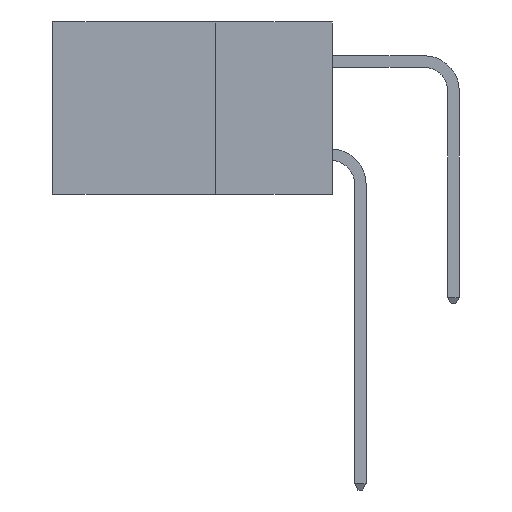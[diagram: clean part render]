
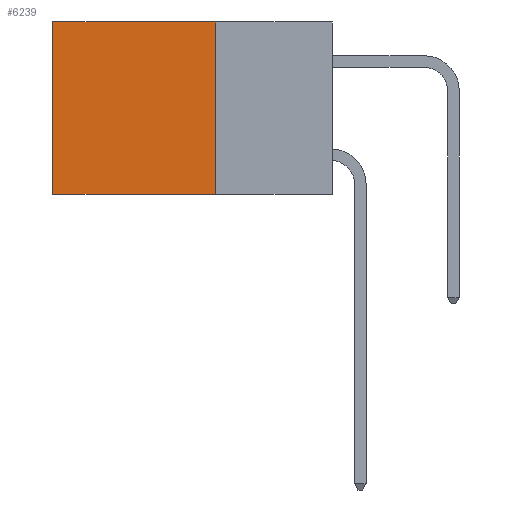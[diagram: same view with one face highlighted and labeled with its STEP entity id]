
A CAD part, left-side view. The second image highlights one B-rep face of the part: STEP entity #6239.
In plain terms, the highlighted planar face has unit normal (-1, 0, 0).
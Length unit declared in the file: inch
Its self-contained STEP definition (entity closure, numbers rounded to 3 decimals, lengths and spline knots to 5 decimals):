
#324 = AXIS2_PLACEMENT_3D ( 'NONE', #1892, #18537, #9589 ) ;
#603 = CARTESIAN_POINT ( 'NONE',  ( 0.2615, 0.25, 0. ) ) ;
#930 = CARTESIAN_POINT ( 'NONE',  ( 0.2615, 0.25, -0.37 ) ) ;
#1662 = LINE ( 'NONE', #930, #2149 ) ;
#1892 = CARTESIAN_POINT ( 'NONE',  ( 0.2615, 0.25, -0.37 ) ) ;
#2099 = CARTESIAN_POINT ( 'NONE',  ( 0.2615, 0.25, 0. ) ) ;
#2149 = VECTOR ( 'NONE', #4078, 39.37008 ) ;
#2843 = VECTOR ( 'NONE', #18073, 39.37008 ) ;
#3707 = CARTESIAN_POINT ( 'NONE',  ( 0.2615, 0.6, -0.37 ) ) ;
#4078 = DIRECTION ( 'NONE',  ( 0., 0., -1. ) ) ;
#4410 = ORIENTED_EDGE ( 'NONE', *, *, #11452, .T. ) ;
#6239 = ADVANCED_FACE ( 'NONE', ( #10029 ), #15618, .F. ) ;
#6331 = EDGE_CURVE ( 'NONE', #16756, #19480, #16170, .T. ) ;
#6406 = ORIENTED_EDGE ( 'NONE', *, *, #11702, .F. ) ;
#6629 = CARTESIAN_POINT ( 'NONE',  ( 0.2615, 0.25, -0.37 ) ) ;
#6853 = VERTEX_POINT ( 'NONE', #6629 ) ;
#6955 = LINE ( 'NONE', #19439, #2843 ) ;
#7964 = ORIENTED_EDGE ( 'NONE', *, *, #18528, .F. ) ;
#9589 = DIRECTION ( 'NONE',  ( 0., 0., -1. ) ) ;
#9780 = CARTESIAN_POINT ( 'NONE',  ( 0.2615, 0.6, -0.37 ) ) ;
#9802 = DIRECTION ( 'NONE',  ( 0., 1., 0. ) ) ;
#10029 = FACE_OUTER_BOUND ( 'NONE', #14896, .T. ) ;
#11452 = EDGE_CURVE ( 'NONE', #19480, #18070, #15216, .T. ) ;
#11702 = EDGE_CURVE ( 'NONE', #6853, #18070, #6955, .T. ) ;
#12034 = ORIENTED_EDGE ( 'NONE', *, *, #6331, .T. ) ;
#12109 = VECTOR ( 'NONE', #9802, 39.37008 ) ;
#12849 = DIRECTION ( 'NONE',  ( 0., 0., -1. ) ) ;
#14896 = EDGE_LOOP ( 'NONE', ( #4410, #6406, #7964, #12034 ) ) ;
#15216 = LINE ( 'NONE', #9780, #18658 ) ;
#15618 = PLANE ( 'NONE',  #324 ) ;
#16170 = LINE ( 'NONE', #2099, #12109 ) ;
#16756 = VERTEX_POINT ( 'NONE', #603 ) ;
#18070 = VERTEX_POINT ( 'NONE', #3707 ) ;
#18073 = DIRECTION ( 'NONE',  ( 0., 1., 0. ) ) ;
#18528 = EDGE_CURVE ( 'NONE', #16756, #6853, #1662, .T. ) ;
#18537 = DIRECTION ( 'NONE',  ( 1., 0., 0. ) ) ;
#18658 = VECTOR ( 'NONE', #12849, 39.37008 ) ;
#19207 = CARTESIAN_POINT ( 'NONE',  ( 0.2615, 0.6, 0. ) ) ;
#19439 = CARTESIAN_POINT ( 'NONE',  ( 0.2615, 0.25, -0.37 ) ) ;
#19480 = VERTEX_POINT ( 'NONE', #19207 ) ;
